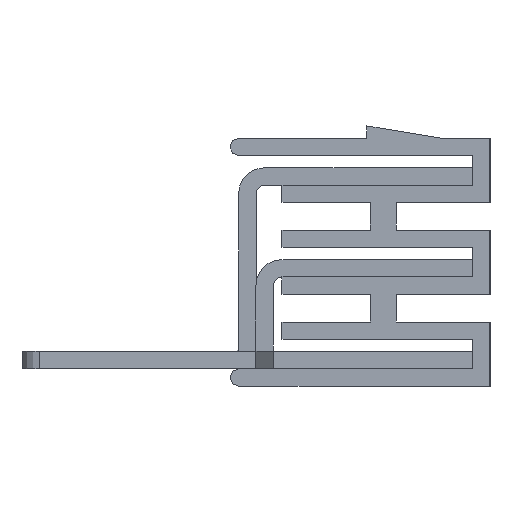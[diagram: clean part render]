
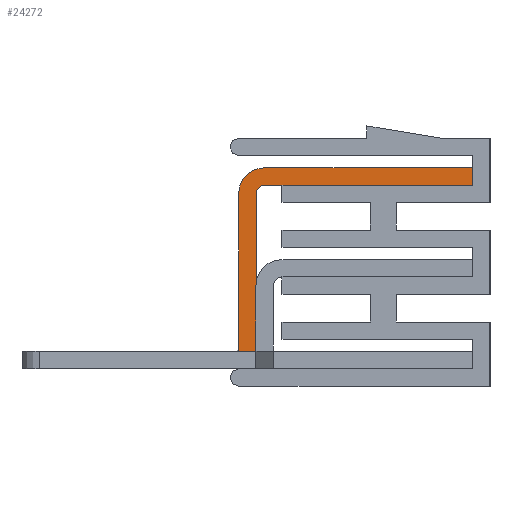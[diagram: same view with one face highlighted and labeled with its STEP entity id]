
A CAD part, left-side view. The second image highlights one B-rep face of the part: STEP entity #24272.
In plain terms, the highlighted planar face has unit normal (-1, 0, 0).
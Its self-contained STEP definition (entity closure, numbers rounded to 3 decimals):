
#6430=DIRECTION('',(0.,0.,1.));
#6431=VECTOR('',#6430,1.);
#6432=CARTESIAN_POINT('',(-444.,-6.1,3.6));
#6433=LINE('',#6432,#6431);
#6453=DIRECTION('',(0.,1.,0.));
#6454=VECTOR('',#6453,12.);
#6455=CARTESIAN_POINT('',(-444.,-6.1,4.6));
#6456=LINE('',#6455,#6454);
#6719=CARTESIAN_POINT('',(-444.,5.9,3.1));
#6720=DIRECTION('',(-1.,0.,0.));
#6721=DIRECTION('',(0.,0.,1.));
#6722=AXIS2_PLACEMENT_3D('',#6719,#6720,#6721);
#6724=CARTESIAN_POINT('',(-444.,7.6,-5.8));
#6725=DIRECTION('',(1.,0.,0.));
#6726=DIRECTION('',(0.,-1.,0.));
#6727=AXIS2_PLACEMENT_3D('',#6724,#6725,#6726);
#6729=DIRECTION('',(0.,0.,1.));
#6730=VECTOR('',#6729,10.083);
#6731=CARTESIAN_POINT('',(-444.,7.4,-6.983));
#6732=LINE('',#6731,#6730);
#6733=CARTESIAN_POINT('',(-444.,5.9,3.1));
#6734=DIRECTION('',(1.,0.,0.));
#6735=DIRECTION('',(0.,1.,0.));
#6736=AXIS2_PLACEMENT_3D('',#6733,#6734,#6735);
#6746=DIRECTION('',(0.,-1.,0.));
#6747=VECTOR('',#6746,11.);
#6748=CARTESIAN_POINT('',(-444.,4.9,3.6));
#6749=LINE('',#6748,#6747);
#7292=DIRECTION('',(0.,-1.,0.));
#7293=VECTOR('',#7292,1.);
#7294=CARTESIAN_POINT('',(-444.,5.9,3.6));
#7295=LINE('',#7294,#7293);
#10906=DIRECTION('',(0.,0.,1.));
#10907=VECTOR('',#10906,8.9);
#10908=CARTESIAN_POINT('',(-444.,6.4,-5.8));
#10909=LINE('',#10908,#10907);
#14198=CARTESIAN_POINT('',(-444.,7.4,3.1));
#14199=VERTEX_POINT('',#14198);
#14200=CARTESIAN_POINT('',(-444.,7.4,-6.983));
#14201=VERTEX_POINT('',#14200);
#14974=CARTESIAN_POINT('',(-444.,5.9,4.6));
#14975=VERTEX_POINT('',#14974);
#14976=CARTESIAN_POINT('',(-444.,5.9,3.6));
#14977=CARTESIAN_POINT('',(-444.,6.4,3.1));
#14978=VERTEX_POINT('',#14976);
#14979=VERTEX_POINT('',#14977);
#14980=CARTESIAN_POINT('',(-444.,6.4,-5.8));
#14981=VERTEX_POINT('',#14980);
#16046=CARTESIAN_POINT('',(-444.,-6.1,3.6));
#16047=CARTESIAN_POINT('',(-444.,-6.1,4.6));
#16048=VERTEX_POINT('',#16046);
#16049=VERTEX_POINT('',#16047);
#16052=CARTESIAN_POINT('',(-444.,4.9,3.6));
#16053=VERTEX_POINT('',#16052);
#24249=CARTESIAN_POINT('',(-444.,0.65,-1.192));
#24250=DIRECTION('',(1.,0.,0.));
#24251=DIRECTION('',(0.,0.,1.));
#24252=AXIS2_PLACEMENT_3D('',#24249,#24250,#24251);
#24253=PLANE('',#24252);
#24254=ORIENTED_EDGE('',*,*,#23999,.F.);
#24256=ORIENTED_EDGE('',*,*,#24255,.F.);
#24258=ORIENTED_EDGE('',*,*,#24257,.F.);
#24260=ORIENTED_EDGE('',*,*,#24259,.T.);
#24262=ORIENTED_EDGE('',*,*,#24261,.F.);
#24264=ORIENTED_EDGE('',*,*,#24263,.T.);
#24266=ORIENTED_EDGE('',*,*,#24265,.T.);
#24268=ORIENTED_EDGE('',*,*,#24267,.T.);
#24269=ORIENTED_EDGE('',*,*,#24037,.F.);
#24270=EDGE_LOOP('',(#24254,#24256,#24258,#24260,#24262,#24264,#24266,#24268,
#24269));
#24271=FACE_OUTER_BOUND('',#24270,.F.);
#6723=CIRCLE('',#6722,0.5);
#6728=CIRCLE('',#6727,1.2);
#6737=CIRCLE('',#6736,1.5);
#23999=EDGE_CURVE('',#16048,#16049,#6433,.T.);
#24037=EDGE_CURVE('',#16049,#14975,#6456,.T.);
#24255=EDGE_CURVE('',#16053,#16048,#6749,.T.);
#24257=EDGE_CURVE('',#14978,#16053,#7295,.T.);
#24259=EDGE_CURVE('',#14978,#14979,#6723,.T.);
#24261=EDGE_CURVE('',#14981,#14979,#10909,.T.);
#24263=EDGE_CURVE('',#14981,#14201,#6728,.T.);
#24265=EDGE_CURVE('',#14201,#14199,#6732,.T.);
#24267=EDGE_CURVE('',#14199,#14975,#6737,.T.);
#24272=ADVANCED_FACE('',(#24271),#24253,.F.);
